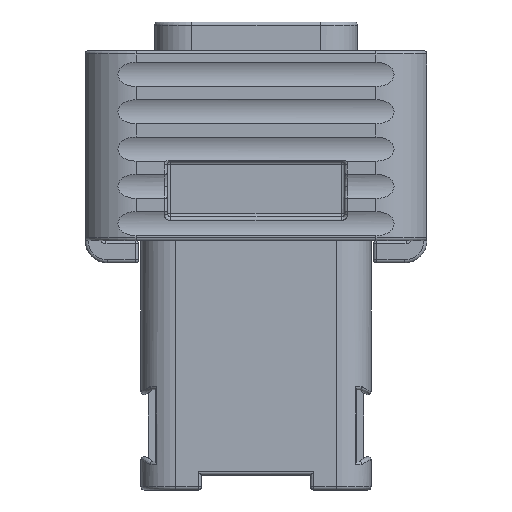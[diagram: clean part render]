
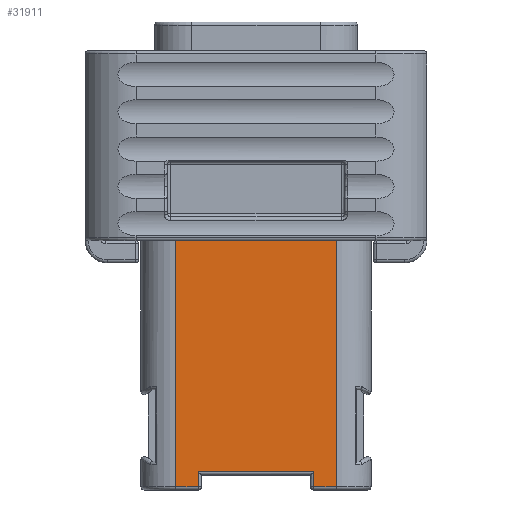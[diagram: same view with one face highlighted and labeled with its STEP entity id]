
A CAD part, front view. The second image highlights one B-rep face of the part: STEP entity #31911.
In plain terms, the highlighted planar face has unit normal (0, -1, 0).
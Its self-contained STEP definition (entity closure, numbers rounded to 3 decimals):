
#100=DIRECTION('',(1.,0.,0.));
#101=VECTOR('',#100,12.9);
#102=CARTESIAN_POINT('',(-6.45,-9.25,0.));
#103=LINE('',#102,#101);
#5846=DIRECTION('',(0.,0.,1.));
#5847=VECTOR('',#5846,1.2);
#5848=CARTESIAN_POINT('',(-4.647,-9.25,-19.81));
#5849=LINE('',#5848,#5847);
#5860=DIRECTION('',(-1.,0.,0.));
#5861=VECTOR('',#5860,9.294);
#5862=CARTESIAN_POINT('',(4.647,-9.25,-18.61));
#5863=LINE('',#5862,#5861);
#5864=DIRECTION('',(-1.,0.,0.));
#5865=VECTOR('',#5864,1.803);
#5866=CARTESIAN_POINT('',(-4.647,-9.25,-19.81));
#5867=LINE('',#5866,#5865);
#5868=DIRECTION('',(0.,0.,-1.));
#5869=VECTOR('',#5868,19.81);
#5870=CARTESIAN_POINT('',(-6.45,-9.25,0.));
#5871=LINE('',#5870,#5869);
#5872=DIRECTION('',(0.,0.,-1.));
#5873=VECTOR('',#5872,19.81);
#5874=CARTESIAN_POINT('',(6.45,-9.25,0.));
#5875=LINE('',#5874,#5873);
#5876=DIRECTION('',(-1.,0.,0.));
#5877=VECTOR('',#5876,1.803);
#5878=CARTESIAN_POINT('',(6.45,-9.25,-19.81));
#5879=LINE('',#5878,#5877);
#5913=DIRECTION('',(0.,0.,-1.));
#5914=VECTOR('',#5913,1.2);
#5915=CARTESIAN_POINT('',(4.647,-9.25,-18.61));
#5916=LINE('',#5915,#5914);
#19705=CARTESIAN_POINT('',(-6.45,-9.25,0.));
#19706=CARTESIAN_POINT('',(6.45,-9.25,0.));
#19707=VERTEX_POINT('',#19705);
#19708=VERTEX_POINT('',#19706);
#21392=CARTESIAN_POINT('',(-4.647,-9.25,-19.81));
#21394=VERTEX_POINT('',#21392);
#21399=CARTESIAN_POINT('',(-6.45,-9.25,-19.81));
#21400=VERTEX_POINT('',#21399);
#21423=CARTESIAN_POINT('',(6.45,-9.25,-19.81));
#21424=VERTEX_POINT('',#21423);
#21427=CARTESIAN_POINT('',(4.647,-9.25,-19.81));
#21428=VERTEX_POINT('',#21427);
#21614=CARTESIAN_POINT('',(4.647,-9.25,-18.61));
#21615=CARTESIAN_POINT('',(-4.647,-9.25,-18.61));
#21616=VERTEX_POINT('',#21614);
#21617=VERTEX_POINT('',#21615);
#31890=CARTESIAN_POINT('',(-9.25,-9.25,-20.06));
#31891=DIRECTION('',(0.,-1.,0.));
#31892=DIRECTION('',(1.,0.,0.));
#31893=AXIS2_PLACEMENT_3D('',#31890,#31891,#31892);
#31894=PLANE('',#31893);
#31896=ORIENTED_EDGE('',*,*,#31895,.T.);
#31897=ORIENTED_EDGE('',*,*,#31879,.F.);
#31899=ORIENTED_EDGE('',*,*,#31898,.T.);
#31901=ORIENTED_EDGE('',*,*,#31900,.F.);
#31902=ORIENTED_EDGE('',*,*,#23760,.T.);
#31904=ORIENTED_EDGE('',*,*,#31903,.T.);
#31906=ORIENTED_EDGE('',*,*,#31905,.T.);
#31908=ORIENTED_EDGE('',*,*,#31907,.F.);
#31909=EDGE_LOOP('',(#31896,#31897,#31899,#31901,#31902,#31904,#31906,#31908));
#31910=FACE_OUTER_BOUND('',#31909,.F.);
#31911=ADVANCED_FACE('',(#31910),#31894,.T.);
#23760=EDGE_CURVE('',#19707,#19708,#103,.T.);
#31879=EDGE_CURVE('',#21394,#21617,#5849,.T.);
#31895=EDGE_CURVE('',#21616,#21617,#5863,.T.);
#31898=EDGE_CURVE('',#21394,#21400,#5867,.T.);
#31900=EDGE_CURVE('',#19707,#21400,#5871,.T.);
#31903=EDGE_CURVE('',#19708,#21424,#5875,.T.);
#31905=EDGE_CURVE('',#21424,#21428,#5879,.T.);
#31907=EDGE_CURVE('',#21616,#21428,#5916,.T.);
